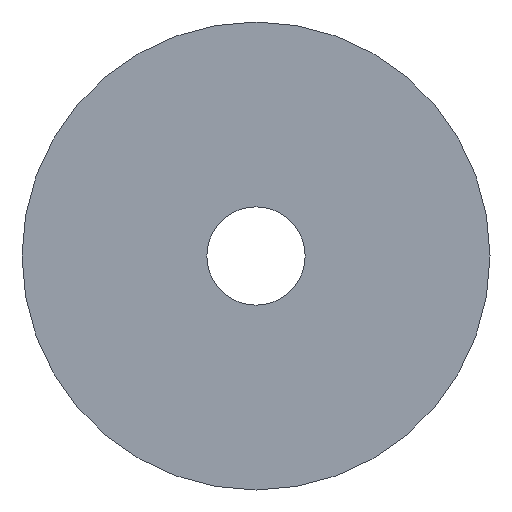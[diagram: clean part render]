
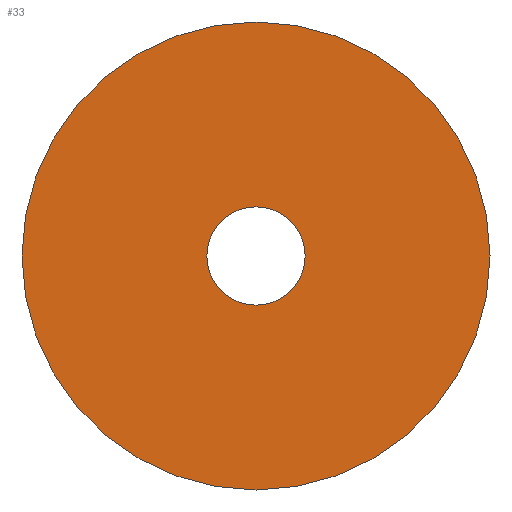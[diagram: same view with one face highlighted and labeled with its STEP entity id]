
A CAD part, front view. The second image highlights one B-rep face of the part: STEP entity #33.
In plain terms, the highlighted planar face has unit normal (0, -1, 0).
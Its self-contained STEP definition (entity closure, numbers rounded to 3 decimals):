
#2 = CARTESIAN_POINT ( 'NONE',  ( 0., 0., 0. ) ) ;
#5 = PLANE ( 'NONE',  #75 ) ;
#17 = DIRECTION ( 'NONE',  ( 0., 0., -1. ) ) ;
#20 = EDGE_LOOP ( 'NONE', ( #42 ) ) ;
#21 = CARTESIAN_POINT ( 'NONE',  ( 0., 0., -4.2 ) ) ;
#25 = DIRECTION ( 'NONE',  ( 0., 1., 0. ) ) ;
#33 = ADVANCED_FACE ( 'NONE', ( #99, #47 ), #5, .F. ) ;
#42 = ORIENTED_EDGE ( 'NONE', *, *, #121, .F. ) ;
#47 = FACE_OUTER_BOUND ( 'NONE', #20, .T. ) ;
#52 = VERTEX_POINT ( 'NONE', #21 ) ;
#57 = DIRECTION ( 'NONE',  ( 0., 1., 0. ) ) ;
#58 = DIRECTION ( 'NONE',  ( 0., 0., 1. ) ) ;
#62 = CARTESIAN_POINT ( 'NONE',  ( 0., 0., -20. ) ) ;
#67 = AXIS2_PLACEMENT_3D ( 'NONE', #123, #57, #17 ) ;
#75 = AXIS2_PLACEMENT_3D ( 'NONE', #2, #25, #58 ) ;
#80 = DIRECTION ( 'NONE',  ( 0., 0., -1. ) ) ;
#82 = VERTEX_POINT ( 'NONE', #62 ) ;
#85 = EDGE_CURVE ( 'NONE', #52, #52, #106, .T. ) ;
#86 = CIRCLE ( 'NONE', #67, 20. ) ;
#97 = AXIS2_PLACEMENT_3D ( 'NONE', #112, #98, #80 ) ;
#98 = DIRECTION ( 'NONE',  ( 0., 1., 0. ) ) ;
#99 = FACE_BOUND ( 'NONE', #116, .T. ) ;
#106 = CIRCLE ( 'NONE', #97, 4.2 ) ;
#112 = CARTESIAN_POINT ( 'NONE',  ( 0., 0., 0. ) ) ;
#114 = ORIENTED_EDGE ( 'NONE', *, *, #85, .T. ) ;
#116 = EDGE_LOOP ( 'NONE', ( #114 ) ) ;
#121 = EDGE_CURVE ( 'NONE', #82, #82, #86, .T. ) ;
#123 = CARTESIAN_POINT ( 'NONE',  ( 0., 0., 0. ) ) ;
